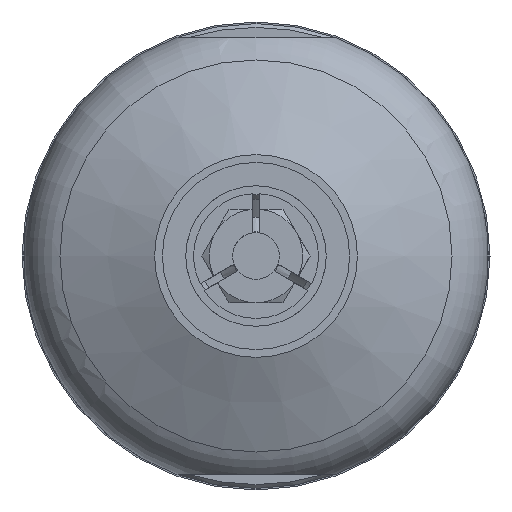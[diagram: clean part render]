
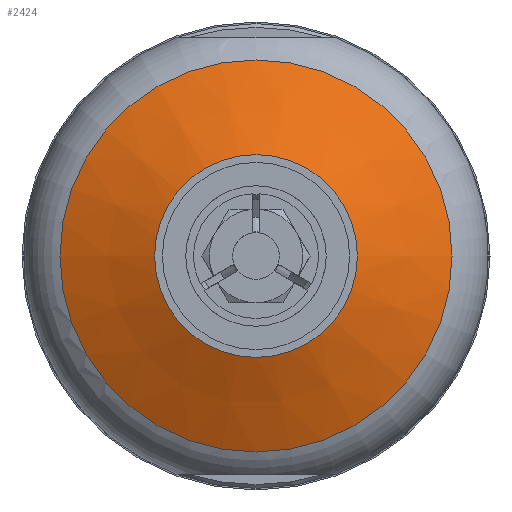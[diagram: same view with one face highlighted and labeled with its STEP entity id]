
A CAD part, left-side view. The second image highlights one B-rep face of the part: STEP entity #2424.
In plain terms, the highlighted conical face has half-angle 65.378 degrees and reference radius 10.7 mm.
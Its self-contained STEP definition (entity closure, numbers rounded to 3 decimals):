
#176=CONICAL_SURFACE('',#2703,10.7,1.141);
#442=CIRCLE('',#2691,12.567);
#443=CIRCLE('',#2692,12.567);
#450=CIRCLE('',#2704,6.5);
#593=FACE_OUTER_BOUND('',#747,.T.);
#747=EDGE_LOOP('',(#2189,#2190,#2191,#2192,#2193));
#874=LINE('',#4269,#997);
#997=VECTOR('',#3341,10.7);
#1203=VERTEX_POINT('',#4248);
#1204=VERTEX_POINT('',#4250);
#1207=VERTEX_POINT('',#4268);
#1528=EDGE_CURVE('',#1203,#1204,#442,.T.);
#1529=EDGE_CURVE('',#1204,#1203,#443,.T.);
#1538=EDGE_CURVE('',#1204,#1207,#874,.T.);
#1539=EDGE_CURVE('',#1207,#1207,#450,.T.);
#2189=ORIENTED_EDGE('',*,*,#1529,.F.);
#2190=ORIENTED_EDGE('',*,*,#1538,.T.);
#2191=ORIENTED_EDGE('',*,*,#1539,.T.);
#2192=ORIENTED_EDGE('',*,*,#1538,.F.);
#2193=ORIENTED_EDGE('',*,*,#1528,.F.);
#2424=ADVANCED_FACE('',(#593),#176,.T.);
#2691=AXIS2_PLACEMENT_3D('',#4251,#3313,#3314);
#2692=AXIS2_PLACEMENT_3D('',#4252,#3315,#3316);
#2703=AXIS2_PLACEMENT_3D('',#4267,#3339,#3340);
#2704=AXIS2_PLACEMENT_3D('',#4270,#3342,#3343);
#3313=DIRECTION('center_axis',(1.,0.,0.));
#3314=DIRECTION('ref_axis',(0.,-1.,0.));
#3315=DIRECTION('center_axis',(1.,0.,0.));
#3316=DIRECTION('ref_axis',(0.,-1.,0.));
#3339=DIRECTION('center_axis',(1.,0.,0.));
#3340=DIRECTION('ref_axis',(0.,1.,0.));
#3341=DIRECTION('',(-0.417,0.909,0.));
#3342=DIRECTION('center_axis',(1.,0.,0.));
#3343=DIRECTION('ref_axis',(0.,1.,0.));
#4248=CARTESIAN_POINT('',(-8.22,0.,12.567));
#4250=CARTESIAN_POINT('',(-8.22,-12.567,0.));
#4251=CARTESIAN_POINT('Origin',(-8.22,0.,
0.));
#4252=CARTESIAN_POINT('Origin',(-8.22,0.,
0.));
#4267=CARTESIAN_POINT('Origin',(-9.075,0.,
0.));
#4268=CARTESIAN_POINT('',(-11.,-6.5,0.));
#4269=CARTESIAN_POINT('',(-9.075,-10.7,0.));
#4270=CARTESIAN_POINT('Origin',(-11.,0.,0.));
